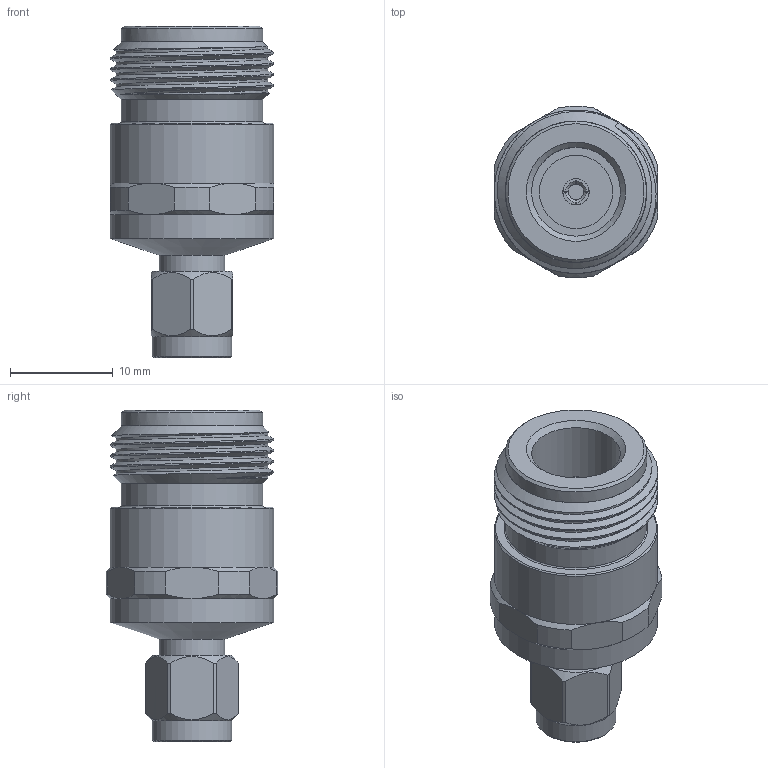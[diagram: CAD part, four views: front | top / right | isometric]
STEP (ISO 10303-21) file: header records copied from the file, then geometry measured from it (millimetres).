
FILE_DESCRIPTION (( 'STEP AP203' ), '1' );
FILE_NAME ('SM4262_3D.step', '2022-06-03T15:40:32', ( '' ), ( '' ), 'SwSTEP 2.0', 'SolidWorks 2021', '' );
FILE_SCHEMA (( 'CONFIG_CONTROL_DESIGN' ));
Length unit declared in the file: inch
Products named in the file (1): SM4262_3D
Bounding box: 15.88 x 16.65 x 32.2 mm (x, y, z)
Volume: 3741.3 mm3; surface area: 2444.3 mm2
Topology: 1 solids, 1 shells, 117 faces, 298 edges, 195 vertices
Faces by surface type: cylinder 42, plane 38, cone 29, bspline 7, torus 1
Full cylindrical faces by diameter (mm): 0.94 x1, 1.194 x1, 1.524 x1, 2.54 x1, 4.445 x1, 6.35 x7, 6.604 x1, 7.112 x1, 7.762 x1, 8.636 x1, 13.716 x2, 15.875 x2
Entity records: 6402 total; most frequent: CARTESIAN_POINT 3975, ORIENTED_EDGE 510, DIRECTION 426, EDGE_CURVE 255, AXIS2_PLACEMENT_3D 191, VERTEX_POINT 187, EDGE_LOOP 150, FACE_OUTER_BOUND 127
